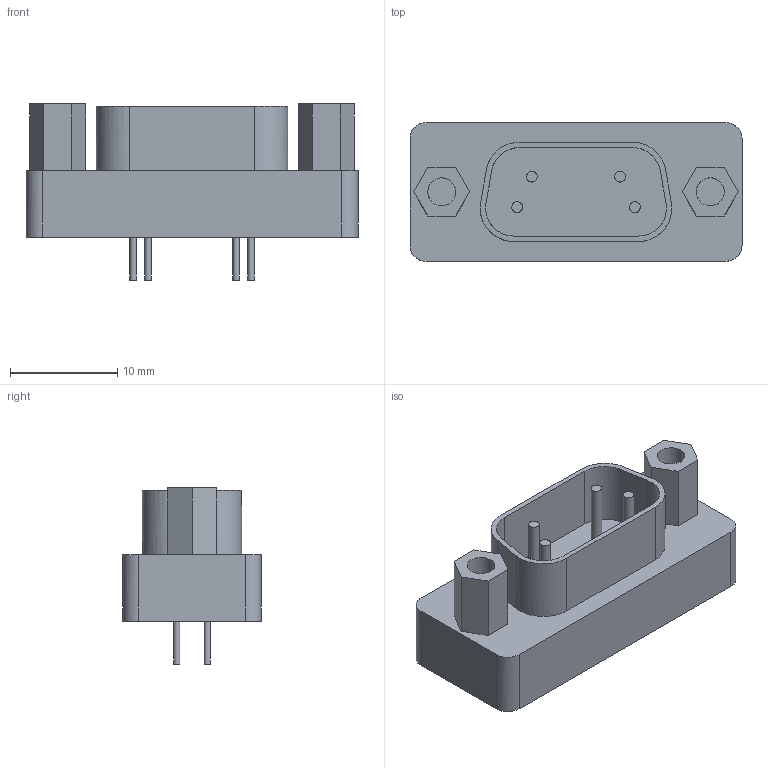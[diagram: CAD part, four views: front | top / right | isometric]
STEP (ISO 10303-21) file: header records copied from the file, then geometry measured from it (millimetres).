
FILE_DESCRIPTION((''),'2;1');
FILE_NAME( '0966_Dsub-S_male_straight_9-pins_female_screw_lock.stp','2005-08-12T17:32:52',('User'),('SDRC'),'I-DEAS Master Series 9','UNIX','Yes');
FILE_SCHEMA(('AUTOMOTIVE_DESIGN { 1 0 10303 214 1 1 1 1 }'));
Length unit declared in the file: millimetre
Products named in the file (1): 09 66 121 7703
Bounding box: 30.9 x 12.9 x 16.4 mm (x, y, z)
Volume: 2759.7 mm3; surface area: 2289.6 mm2
Topology: 1 solids, 1 shells, 66 faces, 144 edges, 96 vertices
Faces by surface type: bspline 66
Entity records: 1993 total; most frequent: CARTESIAN_POINT 953, ORIENTED_EDGE 288, EDGE_CURVE 144, VERTEX_POINT 96, OVER_RIDING_STYLED_ITEM 86, EDGE_LOOP 82, FACE_OUTER_BOUND 66, ADVANCED_FACE 66
